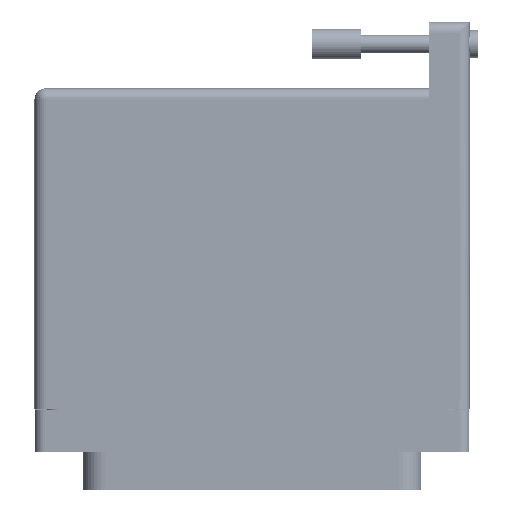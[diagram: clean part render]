
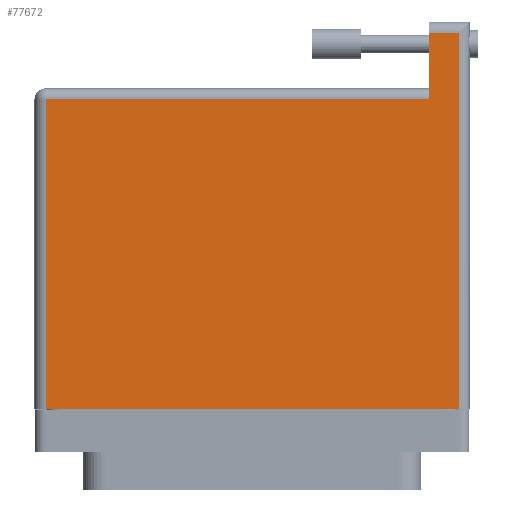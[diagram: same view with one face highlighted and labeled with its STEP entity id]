
A CAD part, front view. The second image highlights one B-rep face of the part: STEP entity #77672.
In plain terms, the highlighted face is planar.
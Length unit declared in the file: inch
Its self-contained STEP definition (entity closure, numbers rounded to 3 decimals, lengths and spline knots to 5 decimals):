
#888 = VECTOR ( 'NONE', #80329, 39.37008 ) ;
#1665 = LINE ( 'NONE', #73679, #86601 ) ;
#3977 = CARTESIAN_POINT ( 'NONE',  ( -1.3075, -0.1, 0.765 ) ) ;
#4157 = VECTOR ( 'NONE', #49766, 39.37008 ) ;
#9634 = FACE_OUTER_BOUND ( 'NONE', #22034, .T. ) ;
#9960 = CARTESIAN_POINT ( 'NONE',  ( -1.3075, 1.86, 0.765 ) ) ;
#10120 = CARTESIAN_POINT ( 'NONE',  ( -1.3775, 1.86, 0.765 ) ) ;
#11180 = DIRECTION ( 'NONE',  ( -1., 0., 0. ) ) ;
#13880 = LINE ( 'NONE', #40394, #888 ) ;
#17397 = DIRECTION ( 'NONE',  ( 0., -1., 0. ) ) ;
#20017 = DIRECTION ( 'NONE',  ( 0., 0., -1. ) ) ;
#20958 = VERTEX_POINT ( 'NONE', #69672 ) ;
#22034 = EDGE_LOOP ( 'NONE', ( #70001, #83339, #70038, #30441, #51140, #67641 ) ) ;
#24150 = CARTESIAN_POINT ( 'NONE',  ( 1.1215, 2.28, 0.765 ) ) ;
#27219 = CARTESIAN_POINT ( 'NONE',  ( -1.3775, 1.93, 0.765 ) ) ;
#28560 = EDGE_CURVE ( 'NONE', #77968, #20958, #13880, .T. ) ;
#30441 = ORIENTED_EDGE ( 'NONE', *, *, #28560, .T. ) ;
#31631 = EDGE_CURVE ( 'NONE', #60360, #49808, #89131, .T. ) ;
#32373 = CARTESIAN_POINT ( 'NONE',  ( 1.1215, 1.86, 0.765 ) ) ;
#32773 = EDGE_CURVE ( 'NONE', #56442, #60360, #44965, .T. ) ;
#37971 = EDGE_CURVE ( 'NONE', #20958, #39692, #74042, .T. ) ;
#39692 = VERTEX_POINT ( 'NONE', #51915 ) ;
#40394 = CARTESIAN_POINT ( 'NONE',  ( -1.3775, -0.1, 0.765 ) ) ;
#44622 = DIRECTION ( 'NONE',  ( -1., 0., 0. ) ) ;
#44965 = LINE ( 'NONE', #88985, #75093 ) ;
#46346 = AXIS2_PLACEMENT_3D ( 'NONE', #27219, #20017, #62432 ) ;
#49766 = DIRECTION ( 'NONE',  ( 0., 1., 0. ) ) ;
#49808 = VERTEX_POINT ( 'NONE', #9960 ) ;
#51140 = ORIENTED_EDGE ( 'NONE', *, *, #37971, .T. ) ;
#51320 = LINE ( 'NONE', #66114, #76081 ) ;
#51915 = CARTESIAN_POINT ( 'NONE',  ( 1.3075, 2.28, 0.765 ) ) ;
#53875 = DIRECTION ( 'NONE',  ( 0., -1., 0. ) ) ;
#56442 = VERTEX_POINT ( 'NONE', #24150 ) ;
#60360 = VERTEX_POINT ( 'NONE', #32373 ) ;
#62432 = DIRECTION ( 'NONE',  ( -1., 0., 0. ) ) ;
#64097 = CARTESIAN_POINT ( 'NONE',  ( 1.3075, 2.35, 0.765 ) ) ;
#66114 = CARTESIAN_POINT ( 'NONE',  ( -1.3075, -0.1, 0.765 ) ) ;
#67641 = ORIENTED_EDGE ( 'NONE', *, *, #70471, .T. ) ;
#69672 = CARTESIAN_POINT ( 'NONE',  ( 1.3075, -0.1, 0.765 ) ) ;
#70001 = ORIENTED_EDGE ( 'NONE', *, *, #32773, .T. ) ;
#70038 = ORIENTED_EDGE ( 'NONE', *, *, #74988, .T. ) ;
#70471 = EDGE_CURVE ( 'NONE', #39692, #56442, #1665, .T. ) ;
#73679 = CARTESIAN_POINT ( 'NONE',  ( -1.3775, 2.28, 0.765 ) ) ;
#74042 = LINE ( 'NONE', #64097, #4157 ) ;
#74988 = EDGE_CURVE ( 'NONE', #49808, #77968, #51320, .T. ) ;
#75093 = VECTOR ( 'NONE', #53875, 39.37008 ) ;
#76081 = VECTOR ( 'NONE', #17397, 39.37008 ) ;
#77672 = ADVANCED_FACE ( 'NONE', ( #9634 ), #82785, .F. ) ;
#77968 = VERTEX_POINT ( 'NONE', #3977 ) ;
#80329 = DIRECTION ( 'NONE',  ( 1., 0., 0. ) ) ;
#82785 = PLANE ( 'NONE',  #46346 ) ;
#83339 = ORIENTED_EDGE ( 'NONE', *, *, #31631, .T. ) ;
#84795 = VECTOR ( 'NONE', #44622, 39.37008 ) ;
#86601 = VECTOR ( 'NONE', #11180, 39.37008 ) ;
#88985 = CARTESIAN_POINT ( 'NONE',  ( 1.1215, 2.35, 0.765 ) ) ;
#89131 = LINE ( 'NONE', #10120, #84795 ) ;
